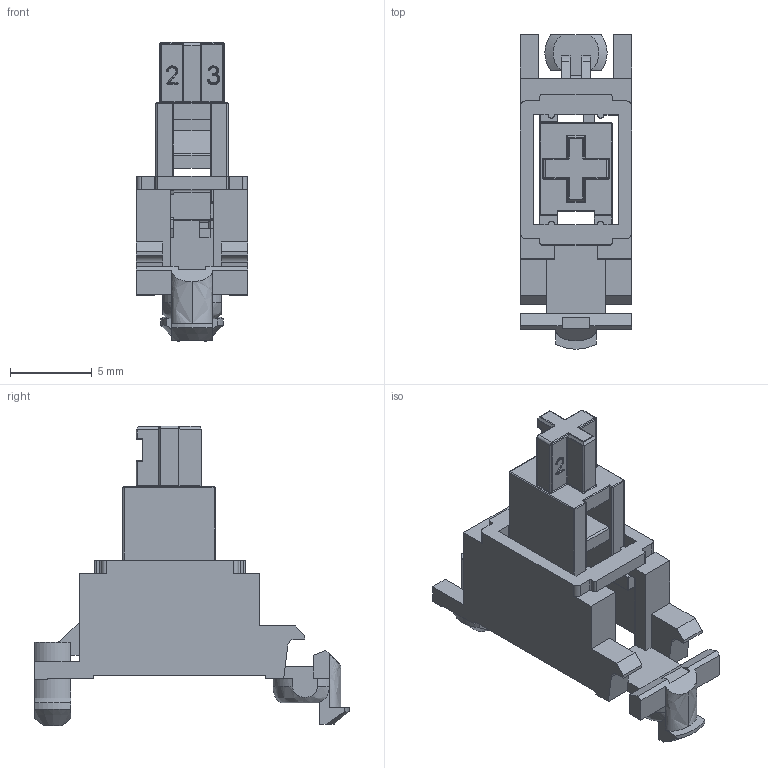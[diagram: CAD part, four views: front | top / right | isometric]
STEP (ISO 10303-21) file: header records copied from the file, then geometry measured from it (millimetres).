
FILE_DESCRIPTION(/* description */ (''),/* implementation_level */ '2;1');
FILE_NAME(/* name */ 'Cherry MX Stabilizer Open v1.step',/* time_stamp */ '2021-01-06T02:36:23-08:00',/* author */ (''),/* organization */ (''),/* preprocessor_version */ 'ST-DEVELOPER v18.1',/* originating_system */ 'Autodesk Translation Framework v9.7.1.1290',/* authorisation */ '');
FILE_SCHEMA (('AUTOMOTIVE_DESIGN { 1 0 10303 214 3 1 1 }'));
Length unit declared in the file: millimetre
Products named in the file (3): Cherry MX Stabilizer Open; mx Stabilizer base 16828; mx Stabilizer key 16828
Assembly tree (2 placements, depth 2):
  Cherry MX Stabilizer Open
    mx Stabilizer base 16828
    mx Stabilizer key 16828
Bounding box: 6.8 x 19.2 x 18.3 mm (x, y, z)
Volume: 421.4 mm3; surface area: 1081.8 mm2
Topology: 2 solids, 2 shells, 444 faces, 1200 edges, 732 vertices
Faces by surface type: plane 192, cylinder 155, bspline 42, sphere 25, torus 25, cone 5
Full cylindrical faces by diameter (mm): 1.7 x1
Entity records: 16796 total; most frequent: CARTESIAN_POINT 5899, ORIENTED_EDGE 2344, DIRECTION 2209, EDGE_CURVE 1172, AXIS2_PLACEMENT_3D 757, VERTEX_POINT 732, LINE 695, VECTOR 695
